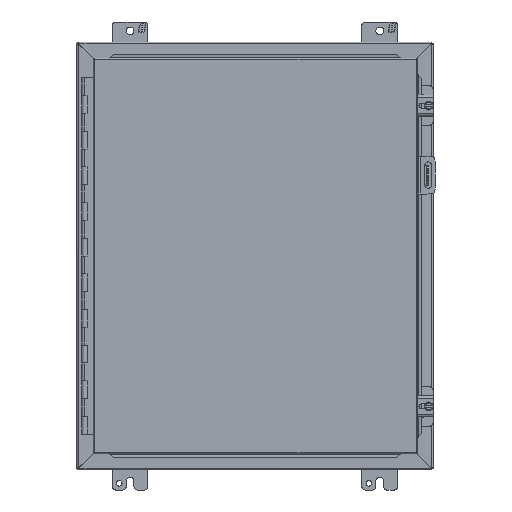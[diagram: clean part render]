
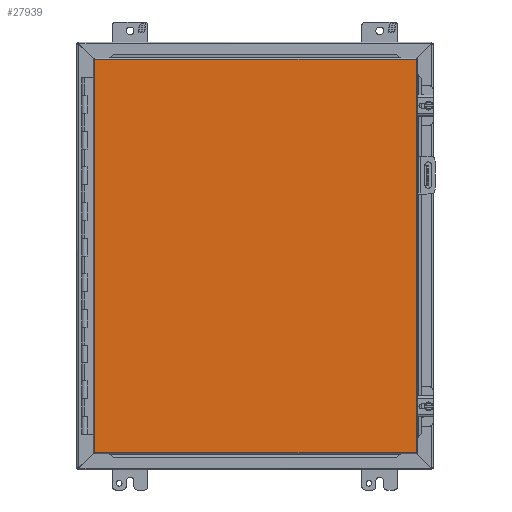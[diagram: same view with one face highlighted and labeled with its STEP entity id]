
A CAD part, front view. The second image highlights one B-rep face of the part: STEP entity #27939.
In plain terms, the highlighted planar face has unit normal (0, -1, 0).
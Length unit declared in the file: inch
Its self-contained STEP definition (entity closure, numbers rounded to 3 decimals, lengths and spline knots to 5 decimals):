
#908 = ORIENTED_EDGE ( 'NONE', *, *, #40284, .T. ) ;
#2595 = ORIENTED_EDGE ( 'NONE', *, *, #46295, .T. ) ;
#3379 = CARTESIAN_POINT ( 'NONE',  ( -8.98426, -7.18504, 11.02376 ) ) ;
#6887 = PLANE ( 'NONE',  #29462 ) ;
#8573 = LINE ( 'NONE', #30395, #40238 ) ;
#8648 = LINE ( 'NONE', #22688, #11548 ) ;
#8717 = CARTESIAN_POINT ( 'NONE',  ( -8.98426, -7.18504, 11.02376 ) ) ;
#10234 = VERTEX_POINT ( 'NONE', #15926 ) ;
#10842 = CARTESIAN_POINT ( 'NONE',  ( -8.98426, -7.18504, -11.02376 ) ) ;
#10915 = CARTESIAN_POINT ( 'NONE',  ( 9.04626, -7.18504, 11.02376 ) ) ;
#11421 = EDGE_CURVE ( 'NONE', #10234, #32335, #8573, .T. ) ;
#11534 = DIRECTION ( 'NONE',  ( -1., 0., 0. ) ) ;
#11548 = VECTOR ( 'NONE', #11534, 39.37008 ) ;
#12157 = DIRECTION ( 'NONE',  ( 0., 0., -1. ) ) ;
#12322 = ORIENTED_EDGE ( 'NONE', *, *, #11421, .T. ) ;
#15926 = CARTESIAN_POINT ( 'NONE',  ( 9.04626, -7.18504, -11.02376 ) ) ;
#22393 = DIRECTION ( 'NONE',  ( 0., 0., 1. ) ) ;
#22688 = CARTESIAN_POINT ( 'NONE',  ( -8.98426, -7.18504, 11.02376 ) ) ;
#27042 = VECTOR ( 'NONE', #12157, 39.37008 ) ;
#27628 = VECTOR ( 'NONE', #36099, 39.37008 ) ;
#27939 = ADVANCED_FACE ( 'NONE', ( #39280 ), #6887, .T. ) ;
#28104 = ORIENTED_EDGE ( 'NONE', *, *, #45385, .T. ) ;
#28735 = DIRECTION ( 'NONE',  ( 0., 0., -1. ) ) ;
#29133 = LINE ( 'NONE', #10842, #27628 ) ;
#29462 = AXIS2_PLACEMENT_3D ( 'NONE', #3379, #46568, #28735 ) ;
#30181 = LINE ( 'NONE', #44527, #27042 ) ;
#30395 = CARTESIAN_POINT ( 'NONE',  ( 9.04626, -7.18504, 11.02376 ) ) ;
#32077 = CARTESIAN_POINT ( 'NONE',  ( -8.98426, -7.18504, -11.02376 ) ) ;
#32335 = VERTEX_POINT ( 'NONE', #10915 ) ;
#33114 = VERTEX_POINT ( 'NONE', #8717 ) ;
#36099 = DIRECTION ( 'NONE',  ( 1., 0., 0. ) ) ;
#39280 = FACE_OUTER_BOUND ( 'NONE', #40527, .T. ) ;
#40238 = VECTOR ( 'NONE', #22393, 39.37008 ) ;
#40284 = EDGE_CURVE ( 'NONE', #33114, #46489, #30181, .T. ) ;
#40527 = EDGE_LOOP ( 'NONE', ( #12322, #28104, #908, #2595 ) ) ;
#44527 = CARTESIAN_POINT ( 'NONE',  ( -8.98426, -7.18504, 11.02376 ) ) ;
#45385 = EDGE_CURVE ( 'NONE', #32335, #33114, #8648, .T. ) ;
#46295 = EDGE_CURVE ( 'NONE', #46489, #10234, #29133, .T. ) ;
#46489 = VERTEX_POINT ( 'NONE', #32077 ) ;
#46568 = DIRECTION ( 'NONE',  ( 0., -1., 0. ) ) ;
